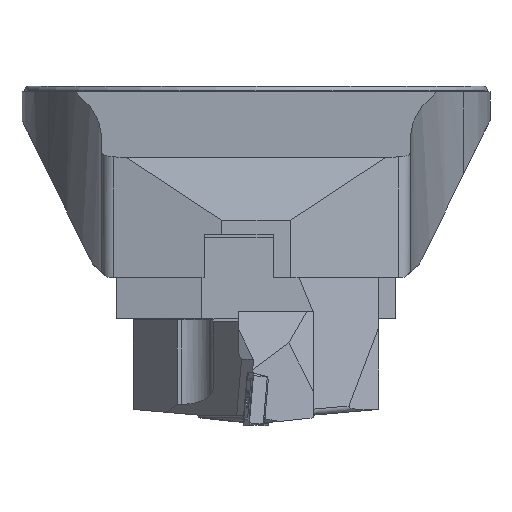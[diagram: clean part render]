
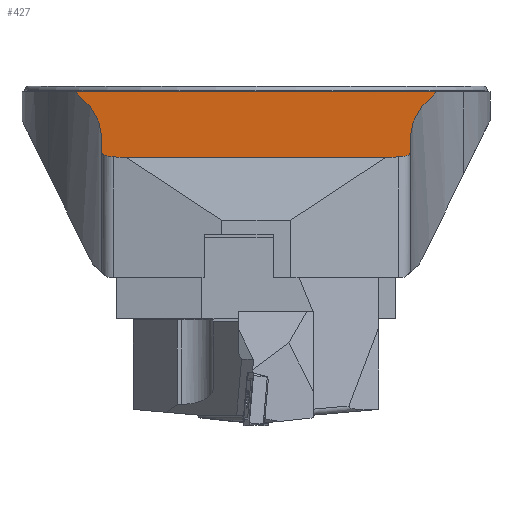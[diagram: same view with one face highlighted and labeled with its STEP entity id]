
A CAD part, left-side view. The second image highlights one B-rep face of the part: STEP entity #427.
In plain terms, the highlighted planar face has unit normal (-0.257, 0, 0.967).
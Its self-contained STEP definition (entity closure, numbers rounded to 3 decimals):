
#242=ELLIPSE('',#3077,206.933,200.);
#249=ELLIPSE('',#3087,206.933,200.);
#255=ELLIPSE('',#3097,5.173,5.);
#256=ELLIPSE('',#3098,5.173,5.);
#299=FACE_OUTER_BOUND('',#1312,.T.);
#427=ADVANCED_FACE('',(#299),#575,.F.);
#575=PLANE('',#3099);
#678=LINE('',#4193,#962);
#693=LINE('',#4225,#977);
#695=LINE('',#4229,#979);
#698=LINE('',#4235,#982);
#715=LINE('',#4270,#999);
#721=LINE('',#4283,#1005);
#962=VECTOR('',#3366,1.);
#977=VECTOR('',#3387,1.);
#979=VECTOR('',#3391,1.);
#982=VECTOR('',#3396,1.);
#999=VECTOR('',#3421,1.);
#1005=VECTOR('',#3431,1.);
#1312=EDGE_LOOP('',(#1624,#1625,#1626,#1627,#1628,#1629,#1630,#1631,#1632,
#1633));
#1624=ORIENTED_EDGE('',*,*,#2538,.T.);
#1625=ORIENTED_EDGE('',*,*,#2588,.T.);
#1626=ORIENTED_EDGE('',*,*,#2521,.T.);
#1627=ORIENTED_EDGE('',*,*,#2518,.F.);
#1628=ORIENTED_EDGE('',*,*,#2516,.T.);
#1629=ORIENTED_EDGE('',*,*,#2589,.T.);
#1630=ORIENTED_EDGE('',*,*,#2544,.T.);
#1631=ORIENTED_EDGE('',*,*,#2566,.T.);
#1632=ORIENTED_EDGE('',*,*,#2501,.T.);
#1633=ORIENTED_EDGE('',*,*,#2578,.T.);
#2228=VERTEX_POINT('',#4171);
#2239=VERTEX_POINT('',#4192);
#2253=VERTEX_POINT('',#4224);
#2254=VERTEX_POINT('',#4226);
#2255=VERTEX_POINT('',#4230);
#2257=VERTEX_POINT('',#4236);
#2270=VERTEX_POINT('',#4269);
#2271=VERTEX_POINT('',#4271);
#2276=VERTEX_POINT('',#4284);
#2277=VERTEX_POINT('',#4285);
#2501=EDGE_CURVE('',#2228,#2239,#678,.T.);
#2516=EDGE_CURVE('',#2254,#2253,#693,.T.);
#2518=EDGE_CURVE('',#2254,#2255,#695,.T.);
#2521=EDGE_CURVE('',#2257,#2255,#698,.T.);
#2538=EDGE_CURVE('',#2271,#2270,#715,.T.);
#2544=EDGE_CURVE('',#2276,#2277,#721,.T.);
#2566=EDGE_CURVE('',#2277,#2228,#242,.T.);
#2578=EDGE_CURVE('',#2239,#2271,#249,.T.);
#2588=EDGE_CURVE('',#2270,#2257,#255,.T.);
#2589=EDGE_CURVE('',#2253,#2276,#256,.T.);
#3077=AXIS2_PLACEMENT_3D('',#4326,#3464,#3465);
#3087=AXIS2_PLACEMENT_3D('',#4347,#3489,#3490);
#3097=AXIS2_PLACEMENT_3D('',#4365,#3513,#3514);
#3098=AXIS2_PLACEMENT_3D('',#4366,#3515,#3516);
#3099=AXIS2_PLACEMENT_3D('',#4367,#3517,#3518);
#3366=DIRECTION('',(0.,1.,0.));
#3387=DIRECTION('',(0.173,-0.984,0.046));
#3391=DIRECTION('',(0.,1.,0.));
#3396=DIRECTION('',(-0.173,-0.984,-0.046));
#3421=DIRECTION('',(-0.966,0.,-0.257));
#3431=DIRECTION('',(0.966,0.,0.257));
#3464=DIRECTION('',(0.257,0.,-0.966));
#3465=DIRECTION('',(0.966,0.,0.257));
#3489=DIRECTION('',(0.257,0.,-0.966));
#3490=DIRECTION('',(0.966,0.,0.257));
#3513=DIRECTION('',(-0.257,0.,0.966));
#3514=DIRECTION('',(0.966,0.,0.257));
#3515=DIRECTION('',(-0.257,0.,0.966));
#3516=DIRECTION('',(-0.966,0.,-0.257));
#3517=DIRECTION('',(0.257,0.,-0.966));
#3518=DIRECTION('',(0.966,0.,0.257));
#4171=CARTESIAN_POINT('',(-86.5,-63.258,-2.));
#4192=CARTESIAN_POINT('',(-86.5,63.258,-2.));
#4193=CARTESIAN_POINT('',(-86.5,-179.,-2.));
#4224=CARTESIAN_POINT('',(-172.323,-49.868,-24.792));
#4225=CARTESIAN_POINT('',(-179.163,-11.074,-26.609));
#4226=CARTESIAN_POINT('',(-173.105,-45.432,-25.));
#4229=CARTESIAN_POINT('',(-173.105,-179.,-25.));
#4230=CARTESIAN_POINT('',(-173.105,45.432,-25.));
#4235=CARTESIAN_POINT('',(-179.163,11.074,-26.609));
#4236=CARTESIAN_POINT('',(-172.323,49.868,-24.792));
#4269=CARTESIAN_POINT('',(-167.399,54.,-23.485));
#4270=CARTESIAN_POINT('',(-86.5,54.,-2.));
#4271=CARTESIAN_POINT('',(-146.647,54.,-17.973));
#4283=CARTESIAN_POINT('',(-86.5,-54.,-2.));
#4284=CARTESIAN_POINT('',(-167.399,-54.,-23.485));
#4285=CARTESIAN_POINT('',(-146.647,-54.,-17.973));
#4326=CARTESIAN_POINT('',(-146.647,-254.,-17.973));
#4347=CARTESIAN_POINT('',(-146.647,254.,-17.973));
#4365=CARTESIAN_POINT('',(-167.399,49.,-23.485));
#4366=CARTESIAN_POINT('',(-167.399,-49.,-23.485));
#4367=CARTESIAN_POINT('',(-86.5,-179.,-2.));
